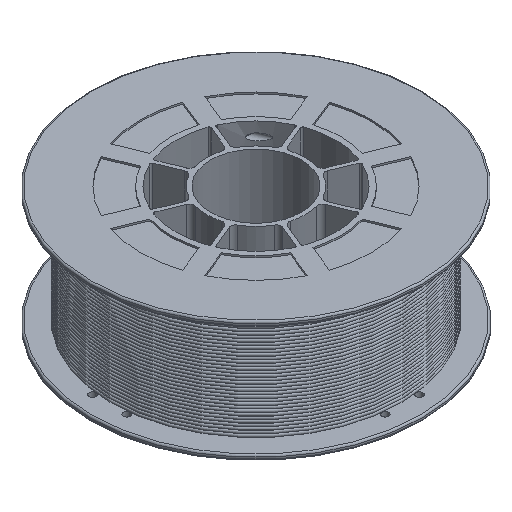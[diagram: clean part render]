
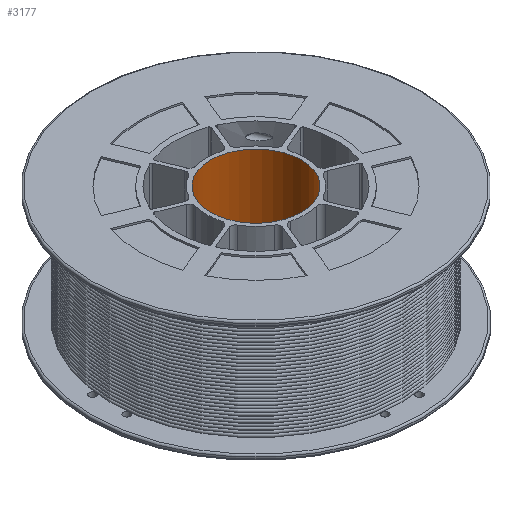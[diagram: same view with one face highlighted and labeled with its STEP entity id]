
A CAD part, isometric view. The second image highlights one B-rep face of the part: STEP entity #3177.
In plain terms, the highlighted cylindrical face has radius 26.84 mm (diameter 53.68 mm), a full revolution.
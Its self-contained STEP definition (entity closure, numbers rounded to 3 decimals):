
#31 = PLANE('',#32);
#32 = AXIS2_PLACEMENT_3D('',#33,#34,#35);
#33 = CARTESIAN_POINT('',(0.,0.,0.));
#34 = DIRECTION('',(0.,0.,-1.));
#35 = DIRECTION('',(1.,0.,0.));
#57 = EDGE_CURVE('',#58,#58,#60,.T.);
#58 = VERTEX_POINT('',#59);
#59 = CARTESIAN_POINT('',(-26.84,0.,0.));
#60 = SURFACE_CURVE('',#61,(#66,#77),.PCURVE_S1.);
#61 = CIRCLE('',#62,26.84);
#62 = AXIS2_PLACEMENT_3D('',#63,#64,#65);
#63 = CARTESIAN_POINT('',(0.,0.,0.));
#64 = DIRECTION('',(0.,0.,1.));
#65 = DIRECTION('',(-1.,0.,0.));
#66 = PCURVE('',#31,#67);
#67 = DEFINITIONAL_REPRESENTATION('',(#68),#76);
#68 = ( BOUNDED_CURVE() B_SPLINE_CURVE(2,(#69,#70,#71,#72,#73,#74,#75),
.UNSPECIFIED.,.F.,.F.) B_SPLINE_CURVE_WITH_KNOTS((1,2,2,2,2,1),(
    -2.094,0.,2.094,4.189,6.283,
8.378),.UNSPECIFIED.) CURVE() GEOMETRIC_REPRESENTATION_ITEM() 
RATIONAL_B_SPLINE_CURVE((1.,0.5,1.,0.5,1.,0.5,1.)) REPRESENTATION_ITEM(
  '') );
#69 = CARTESIAN_POINT('',(-26.84,0.));
#70 = CARTESIAN_POINT('',(-26.84,46.488));
#71 = CARTESIAN_POINT('',(13.42,23.244));
#72 = CARTESIAN_POINT('',(53.68,0.));
#73 = CARTESIAN_POINT('',(13.42,-23.244));
#74 = CARTESIAN_POINT('',(-26.84,-46.488));
#75 = CARTESIAN_POINT('',(-26.84,0.));
#76 = ( GEOMETRIC_REPRESENTATION_CONTEXT(2) 
PARAMETRIC_REPRESENTATION_CONTEXT() REPRESENTATION_CONTEXT('2D SPACE',''
  ) );
#77 = PCURVE('',#78,#83);
#78 = CYLINDRICAL_SURFACE('',#79,26.84);
#79 = AXIS2_PLACEMENT_3D('',#80,#81,#82);
#80 = CARTESIAN_POINT('',(0.,0.,71.5));
#81 = DIRECTION('',(0.,0.,1.));
#82 = DIRECTION('',(-1.,0.,0.));
#83 = DEFINITIONAL_REPRESENTATION('',(#84),#88);
#84 = LINE('',#85,#86);
#85 = CARTESIAN_POINT('',(0.,-71.5));
#86 = VECTOR('',#87,1.);
#87 = DIRECTION('',(1.,0.));
#88 = ( GEOMETRIC_REPRESENTATION_CONTEXT(2) 
PARAMETRIC_REPRESENTATION_CONTEXT() REPRESENTATION_CONTEXT('2D SPACE',''
  ) );
#3177 = ADVANCED_FACE('',(#3178),#78,.F.);
#3178 = FACE_BOUND('',#3179,.F.);
#3179 = EDGE_LOOP('',(#3180,#3213,#3234,#3235));
#3180 = ORIENTED_EDGE('',*,*,#3181,.F.);
#3181 = EDGE_CURVE('',#3182,#3182,#3184,.T.);
#3182 = VERTEX_POINT('',#3183);
#3183 = CARTESIAN_POINT('',(-26.84,0.,71.5));
#3184 = SURFACE_CURVE('',#3185,(#3190,#3197),.PCURVE_S1.);
#3185 = CIRCLE('',#3186,26.84);
#3186 = AXIS2_PLACEMENT_3D('',#3187,#3188,#3189);
#3187 = CARTESIAN_POINT('',(0.,0.,71.5));
#3188 = DIRECTION('',(0.,0.,1.));
#3189 = DIRECTION('',(-1.,0.,0.));
#3190 = PCURVE('',#78,#3191);
#3191 = DEFINITIONAL_REPRESENTATION('',(#3192),#3196);
#3192 = LINE('',#3193,#3194);
#3193 = CARTESIAN_POINT('',(0.,0.));
#3194 = VECTOR('',#3195,1.);
#3195 = DIRECTION('',(1.,0.));
#3196 = ( GEOMETRIC_REPRESENTATION_CONTEXT(2) 
PARAMETRIC_REPRESENTATION_CONTEXT() REPRESENTATION_CONTEXT('2D SPACE',''
  ) );
#3197 = PCURVE('',#3198,#3203);
#3198 = PLANE('',#3199);
#3199 = AXIS2_PLACEMENT_3D('',#3200,#3201,#3202);
#3200 = CARTESIAN_POINT('',(0.,0.,71.5));
#3201 = DIRECTION('',(0.,0.,-1.));
#3202 = DIRECTION('',(1.,0.,0.));
#3203 = DEFINITIONAL_REPRESENTATION('',(#3204),#3212);
#3204 = ( BOUNDED_CURVE() B_SPLINE_CURVE(2,(#3205,#3206,#3207,#3208,
#3209,#3210,#3211),.UNSPECIFIED.,.F.,.F.) B_SPLINE_CURVE_WITH_KNOTS((1,2
    ,2,2,2,1),(-2.094,0.,2.094,4.189,
6.283,8.378),.UNSPECIFIED.) CURVE() 
GEOMETRIC_REPRESENTATION_ITEM() RATIONAL_B_SPLINE_CURVE((1.,0.5,1.,0.5,
1.,0.5,1.)) REPRESENTATION_ITEM('') );
#3205 = CARTESIAN_POINT('',(-26.84,0.));
#3206 = CARTESIAN_POINT('',(-26.84,46.488));
#3207 = CARTESIAN_POINT('',(13.42,23.244));
#3208 = CARTESIAN_POINT('',(53.68,0.));
#3209 = CARTESIAN_POINT('',(13.42,-23.244));
#3210 = CARTESIAN_POINT('',(-26.84,-46.488));
#3211 = CARTESIAN_POINT('',(-26.84,0.));
#3212 = ( GEOMETRIC_REPRESENTATION_CONTEXT(2) 
PARAMETRIC_REPRESENTATION_CONTEXT() REPRESENTATION_CONTEXT('2D SPACE',''
  ) );
#3213 = ORIENTED_EDGE('',*,*,#3214,.T.);
#3214 = EDGE_CURVE('',#3182,#58,#3215,.T.);
#3215 = SEAM_CURVE('',#3216,(#3220,#3227),.PCURVE_S1.);
#3216 = LINE('',#3217,#3218);
#3217 = CARTESIAN_POINT('',(-26.84,0.,71.5));
#3218 = VECTOR('',#3219,1.);
#3219 = DIRECTION('',(0.,0.,-1.));
#3220 = PCURVE('',#78,#3221);
#3221 = DEFINITIONAL_REPRESENTATION('',(#3222),#3226);
#3222 = LINE('',#3223,#3224);
#3223 = CARTESIAN_POINT('',(6.283,0.));
#3224 = VECTOR('',#3225,1.);
#3225 = DIRECTION('',(0.,-1.));
#3226 = ( GEOMETRIC_REPRESENTATION_CONTEXT(2) 
PARAMETRIC_REPRESENTATION_CONTEXT() REPRESENTATION_CONTEXT('2D SPACE',''
  ) );
#3227 = PCURVE('',#78,#3228);
#3228 = DEFINITIONAL_REPRESENTATION('',(#3229),#3233);
#3229 = LINE('',#3230,#3231);
#3230 = CARTESIAN_POINT('',(0.,0.));
#3231 = VECTOR('',#3232,1.);
#3232 = DIRECTION('',(0.,-1.));
#3233 = ( GEOMETRIC_REPRESENTATION_CONTEXT(2) 
PARAMETRIC_REPRESENTATION_CONTEXT() REPRESENTATION_CONTEXT('2D SPACE',''
  ) );
#3234 = ORIENTED_EDGE('',*,*,#57,.T.);
#3235 = ORIENTED_EDGE('',*,*,#3214,.F.);
